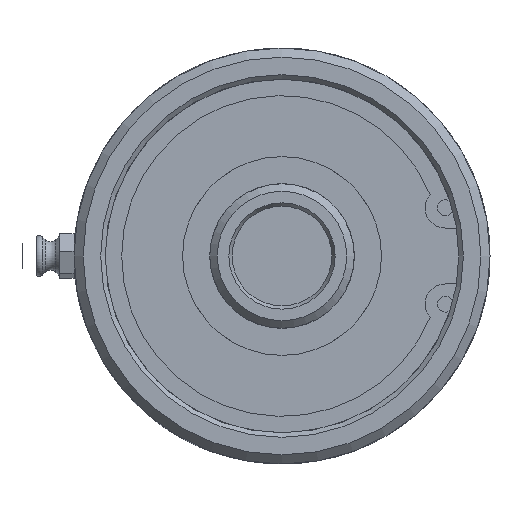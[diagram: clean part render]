
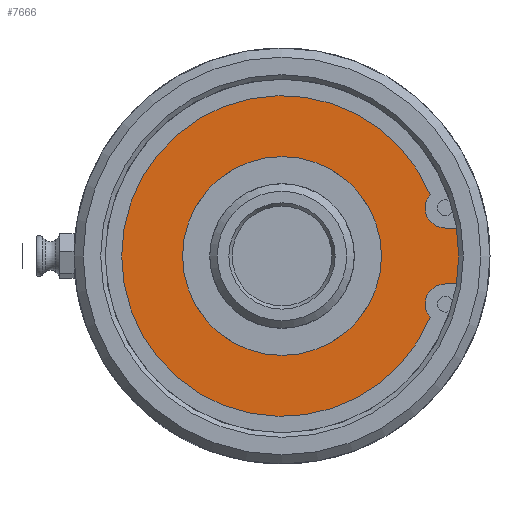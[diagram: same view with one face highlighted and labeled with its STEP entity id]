
A CAD part, left-side view. The second image highlights one B-rep face of the part: STEP entity #7666.
In plain terms, the highlighted planar face has unit normal (-1, 0, 0).
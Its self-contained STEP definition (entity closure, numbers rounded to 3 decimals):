
#114=FACE_BOUND('',#2016,.T.);
#213=PLANE('',#8113);
#560=LINE('',#19677,#936);
#565=LINE('',#19691,#941);
#936=VECTOR('',#9218,10.);
#941=VECTOR('',#9225,10.);
#1541=FACE_OUTER_BOUND('',#2015,.T.);
#2015=EDGE_LOOP('',(#6563,#6564,#6565,#6566,#6567,#6568));
#2016=EDGE_LOOP('',(#6569,#6570));
#2291=CIRCLE('',#8093,3.556);
#2293=CIRCLE('',#8096,28.142);
#2295=CIRCLE('',#8099,3.556);
#2302=CIRCLE('',#8111,33.45);
#2303=CIRCLE('',#8114,17.4);
#2304=CIRCLE('',#8115,17.4);
#3481=VERTEX_POINT('',#19674);
#3482=VERTEX_POINT('',#19676);
#3486=VERTEX_POINT('',#19688);
#3487=VERTEX_POINT('',#19690);
#3488=VERTEX_POINT('',#19694);
#3490=VERTEX_POINT('',#19700);
#3493=VERTEX_POINT('',#19722);
#3494=VERTEX_POINT('',#19723);
#4526=EDGE_CURVE('',#3482,#3481,#560,.T.);
#4532=EDGE_CURVE('',#3487,#3486,#565,.T.);
#4534=EDGE_CURVE('',#3486,#3488,#2291,.T.);
#4537=EDGE_CURVE('',#3488,#3490,#2293,.T.);
#4540=EDGE_CURVE('',#3490,#3482,#2295,.T.);
#4547=EDGE_CURVE('',#3481,#3487,#2302,.T.);
#4548=EDGE_CURVE('',#3493,#3494,#2303,.T.);
#4549=EDGE_CURVE('',#3494,#3493,#2304,.T.);
#6563=ORIENTED_EDGE('',*,*,#4532,.T.);
#6564=ORIENTED_EDGE('',*,*,#4534,.T.);
#6565=ORIENTED_EDGE('',*,*,#4537,.T.);
#6566=ORIENTED_EDGE('',*,*,#4540,.T.);
#6567=ORIENTED_EDGE('',*,*,#4526,.T.);
#6568=ORIENTED_EDGE('',*,*,#4547,.T.);
#6569=ORIENTED_EDGE('',*,*,#4548,.T.);
#6570=ORIENTED_EDGE('',*,*,#4549,.T.);
#7666=ADVANCED_FACE('',(#1541,#114),#213,.F.);
#8093=AXIS2_PLACEMENT_3D('',#19695,#9229,#9230);
#8096=AXIS2_PLACEMENT_3D('',#19701,#9236,#9237);
#8099=AXIS2_PLACEMENT_3D('',#19706,#9243,#9244);
#8111=AXIS2_PLACEMENT_3D('',#19719,#9267,#9268);
#8113=AXIS2_PLACEMENT_3D('',#19721,#9271,#9272);
#8114=AXIS2_PLACEMENT_3D('',#19724,#9273,#9274);
#8115=AXIS2_PLACEMENT_3D('',#19725,#9275,#9276);
#9218=DIRECTION('',(0.,-1.,0.));
#9225=DIRECTION('',(0.,1.,0.));
#9229=DIRECTION('center_axis',(1.,0.,0.));
#9230=DIRECTION('ref_axis',(0.,0.754,0.657));
#9236=DIRECTION('center_axis',(-1.,0.,0.));
#9237=DIRECTION('ref_axis',(0.,0.924,-0.384));
#9243=DIRECTION('center_axis',(1.,0.,0.));
#9244=DIRECTION('ref_axis',(0.,0.,1.));
#9267=DIRECTION('center_axis',(-1.,0.,0.));
#9268=DIRECTION('ref_axis',(0.,1.,0.));
#9271=DIRECTION('center_axis',(1.,0.,0.));
#9272=DIRECTION('ref_axis',(0.,0.,-1.));
#9273=DIRECTION('center_axis',(1.,0.,0.));
#9274=DIRECTION('ref_axis',(0.,1.,0.));
#9275=DIRECTION('center_axis',(1.,0.,0.));
#9276=DIRECTION('ref_axis',(0.,1.,0.));
#19674=CARTESIAN_POINT('',(6.08,-33.089,-4.902));
#19676=CARTESIAN_POINT('',(6.08,-28.672,-4.902));
#19677=CARTESIAN_POINT('',(6.08,-8.182,-4.902));
#19688=CARTESIAN_POINT('',(6.08,-28.672,4.902));
#19690=CARTESIAN_POINT('',(6.08,-33.089,4.902));
#19691=CARTESIAN_POINT('',(6.08,-5.974,4.902));
#19694=CARTESIAN_POINT('',(6.08,-25.99,10.793));
#19695=CARTESIAN_POINT('Origin',(6.08,-28.672,8.458));
#19700=CARTESIAN_POINT('',(6.08,-25.99,-10.793));
#19701=CARTESIAN_POINT('Origin',(6.08,0.,0.));
#19706=CARTESIAN_POINT('Origin',(6.08,-28.672,-8.458));
#19719=CARTESIAN_POINT('Origin',(6.08,0.,0.));
#19721=CARTESIAN_POINT('Origin',(6.08,16.725,0.));
#19722=CARTESIAN_POINT('',(6.08,17.4,0.));
#19723=CARTESIAN_POINT('',(6.08,-17.4,0.));
#19724=CARTESIAN_POINT('Origin',(6.08,0.,0.));
#19725=CARTESIAN_POINT('Origin',(6.08,0.,0.));
